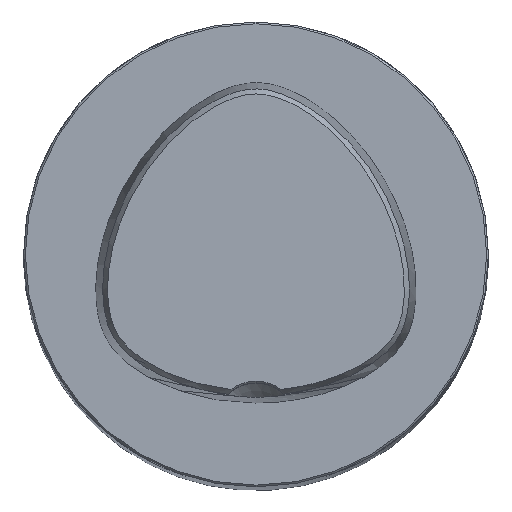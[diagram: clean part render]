
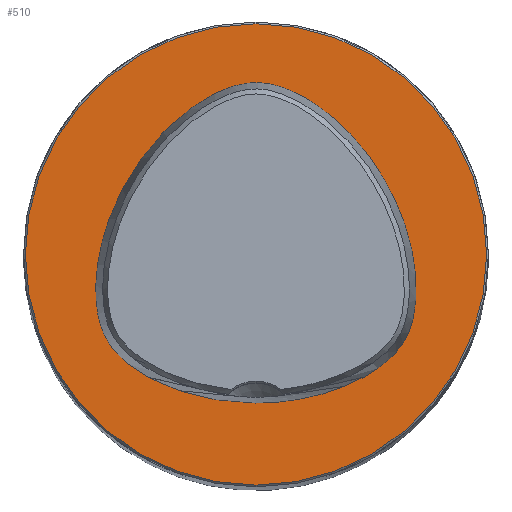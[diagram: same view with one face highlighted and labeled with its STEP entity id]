
A CAD part, top view. The second image highlights one B-rep face of the part: STEP entity #510.
In plain terms, the highlighted planar face has unit normal (0, 0, 1).
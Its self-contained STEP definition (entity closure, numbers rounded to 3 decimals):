
#54=B_SPLINE_CURVE_WITH_KNOTS('',3,(#3018,#3019,#3020,#3021,#3022,#3023,
#3024,#3025,#3026,#3027,#3028,#3029,#3030,#3031,#3032,#3033,#3034,#3035,
#3036,#3037,#3038,#3039,#3040,#3041,#3042,#3043,#3044,#3045,#3046,#3047,
#3048,#3049,#3050,#3051,#3052,#3053,#3054,#3055,#3056,#3057,#3058,#3059,
#3060,#3061,#3062,#3063,#3064,#3065,#3066,#3067,#3068,#3069,#3070,#3071,
#3072,#3073,#3074,#3075,#3076,#3077,#3078,#3079,#3080,#3081,#3082,#3083,
#3084,#3085,#3086,#3087,#3088,#3089,#3090,#3091,#3092,#3093,#3094),
 .UNSPECIFIED.,.T.,.F.,(1,1,2,1,1,1,1,1,1,1,1,1,1,1,1,1,1,1,1,1,1,1,1,1,
1,1,1,1,1,1,1,1,1,1,1,1,1,1,1,1,1,1,1,1,1,1,1,1,1,1,1,1,1,1,1,1,1,1,1,1,
1,1,1,1,1,1,1,1,1,1,1,1,1,1,1,1,2,1,1),(-0.031,-0.016,0.,0.016,
0.031,0.063,0.078,0.094,0.109,0.125,0.133,0.141,0.148,
0.156,0.164,0.172,0.18,0.188,0.195,0.203,0.219,
0.234,0.25,0.266,0.281,0.313,0.344,0.359,0.375,0.391,0.406,
0.422,0.438,0.453,0.469,0.477,0.484,0.492,0.496,
0.5,0.504,0.508,0.516,0.523,0.531,0.547,0.563,0.578,
0.594,0.609,0.625,0.641,0.656,0.688,0.719,0.734,0.75,0.766,
0.781,0.797,0.805,0.813,0.82,0.828,0.836,0.844,
0.852,0.859,0.867,0.875,0.891,0.906,0.922,0.938,0.969,
0.984,1.,1.016,1.031),.UNSPECIFIED.);
#510=ADVANCED_FACE('CU_E_LO_SU_1',(#689,#690),#608,.F.);
#608=PLANE('',#1879);
#689=FACE_BOUND('',#794,.T.);
#690=FACE_BOUND('',#795,.T.);
#794=EDGE_LOOP('',(#1055));
#795=EDGE_LOOP('',(#1056));
#1055=ORIENTED_EDGE('',*,*,#1582,.T.);
#1056=ORIENTED_EDGE('',*,*,#1583,.T.);
#1401=VERTEX_POINT('',#3095);
#1402=VERTEX_POINT('',#3251);
#1582=EDGE_CURVE('',#1401,#1401,#54,.T.);
#1583=EDGE_CURVE('',#1402,#1402,#1744,.T.);
#1744=CIRCLE('',#1878,39.7);
#1878=AXIS2_PLACEMENT_3D('',#3250,#2177,#2178);
#1879=AXIS2_PLACEMENT_3D('',#3252,#2179,#2180);
#2177=DIRECTION('',(0.,0.,1.));
#2178=DIRECTION('',(1.,0.,0.));
#2179=DIRECTION('',(0.,0.,-1.));
#2180=DIRECTION('',(-1.,0.,0.));
#3018=CARTESIAN_POINT('',(0.901,-25.575,0.));
#3019=CARTESIAN_POINT('',(-0.901,-25.575,0.));
#3020=CARTESIAN_POINT('',(-2.704,-25.519,0.));
#3021=CARTESIAN_POINT('',(-6.296,-25.183,0.));
#3022=CARTESIAN_POINT('',(-9.847,-24.505,0.));
#3023=CARTESIAN_POINT('',(-13.303,-23.467,0.));
#3024=CARTESIAN_POINT('',(-15.832,-22.497,0.));
#3025=CARTESIAN_POINT('',(-18.274,-21.325,0.));
#3026=CARTESIAN_POINT('',(-20.211,-20.163,0.));
#3027=CARTESIAN_POINT('',(-21.677,-19.107,0.));
#3028=CARTESIAN_POINT('',(-22.725,-18.247,0.));
#3029=CARTESIAN_POINT('',(-23.709,-17.313,0.));
#3030=CARTESIAN_POINT('',(-24.61,-16.296,0.));
#3031=CARTESIAN_POINT('',(-25.401,-15.19,0.));
#3032=CARTESIAN_POINT('',(-26.058,-13.998,0.));
#3033=CARTESIAN_POINT('',(-26.575,-12.74,0.));
#3034=CARTESIAN_POINT('',(-26.965,-11.439,0.));
#3035=CARTESIAN_POINT('',(-27.249,-10.112,0.));
#3036=CARTESIAN_POINT('',(-27.504,-8.324,0.));
#3037=CARTESIAN_POINT('',(-27.619,-6.066,0.));
#3038=CARTESIAN_POINT('',(-27.493,-3.36,0.));
#3039=CARTESIAN_POINT('',(-27.139,-0.675,0.));
#3040=CARTESIAN_POINT('',(-26.581,1.974,0.));
#3041=CARTESIAN_POINT('',(-25.59,5.443,0.));
#3042=CARTESIAN_POINT('',(-23.922,9.642,0.));
#3043=CARTESIAN_POINT('',(-21.745,13.599,0.));
#3044=CARTESIAN_POINT('',(-19.72,16.584,0.));
#3045=CARTESIAN_POINT('',(-18.063,18.723,0.));
#3046=CARTESIAN_POINT('',(-16.269,20.75,0.));
#3047=CARTESIAN_POINT('',(-14.343,22.652,0.));
#3048=CARTESIAN_POINT('',(-12.284,24.409,0.));
#3049=CARTESIAN_POINT('',(-10.091,26.,0.));
#3050=CARTESIAN_POINT('',(-7.766,27.392,0.));
#3051=CARTESIAN_POINT('',(-5.716,28.346,0.));
#3052=CARTESIAN_POINT('',(-4.01,28.944,0.));
#3053=CARTESIAN_POINT('',(-2.698,29.293,0.));
#3054=CARTESIAN_POINT('',(-1.581,29.483,0.));
#3055=CARTESIAN_POINT('',(-0.679,29.562,0.));
#3056=CARTESIAN_POINT('',(0.,29.582,0.));
#3057=CARTESIAN_POINT('',(0.679,29.562,0.));
#3058=CARTESIAN_POINT('',(1.581,29.483,0.));
#3059=CARTESIAN_POINT('',(2.698,29.293,0.));
#3060=CARTESIAN_POINT('',(4.01,28.944,0.));
#3061=CARTESIAN_POINT('',(5.716,28.346,0.));
#3062=CARTESIAN_POINT('',(7.766,27.392,0.));
#3063=CARTESIAN_POINT('',(10.091,26.,0.));
#3064=CARTESIAN_POINT('',(12.284,24.409,0.));
#3065=CARTESIAN_POINT('',(14.343,22.652,0.));
#3066=CARTESIAN_POINT('',(16.269,20.75,0.));
#3067=CARTESIAN_POINT('',(18.063,18.723,0.));
#3068=CARTESIAN_POINT('',(19.72,16.584,0.));
#3069=CARTESIAN_POINT('',(21.745,13.599,0.));
#3070=CARTESIAN_POINT('',(23.922,9.642,0.));
#3071=CARTESIAN_POINT('',(25.59,5.443,0.));
#3072=CARTESIAN_POINT('',(26.581,1.974,0.));
#3073=CARTESIAN_POINT('',(27.139,-0.675,0.));
#3074=CARTESIAN_POINT('',(27.493,-3.36,0.));
#3075=CARTESIAN_POINT('',(27.619,-6.066,0.));
#3076=CARTESIAN_POINT('',(27.504,-8.324,0.));
#3077=CARTESIAN_POINT('',(27.249,-10.112,0.));
#3078=CARTESIAN_POINT('',(26.965,-11.439,0.));
#3079=CARTESIAN_POINT('',(26.575,-12.74,0.));
#3080=CARTESIAN_POINT('',(26.058,-13.998,0.));
#3081=CARTESIAN_POINT('',(25.401,-15.19,0.));
#3082=CARTESIAN_POINT('',(24.61,-16.296,0.));
#3083=CARTESIAN_POINT('',(23.709,-17.313,0.));
#3084=CARTESIAN_POINT('',(22.725,-18.247,0.));
#3085=CARTESIAN_POINT('',(21.677,-19.107,0.));
#3086=CARTESIAN_POINT('',(20.211,-20.163,0.));
#3087=CARTESIAN_POINT('',(18.274,-21.325,0.));
#3088=CARTESIAN_POINT('',(15.832,-22.497,0.));
#3089=CARTESIAN_POINT('',(13.303,-23.467,0.));
#3090=CARTESIAN_POINT('',(9.847,-24.505,0.));
#3091=CARTESIAN_POINT('',(6.296,-25.183,0.));
#3092=CARTESIAN_POINT('',(2.704,-25.519,0.));
#3093=CARTESIAN_POINT('',(0.901,-25.575,0.));
#3094=CARTESIAN_POINT('',(-0.901,-25.575,0.));
#3095=CARTESIAN_POINT('',(0.,-25.575,0.));
#3250=CARTESIAN_POINT('',(0.,0.,0.));
#3251=CARTESIAN_POINT('',(39.7,0.,0.));
#3252=CARTESIAN_POINT('',(0.,1.996,0.));
